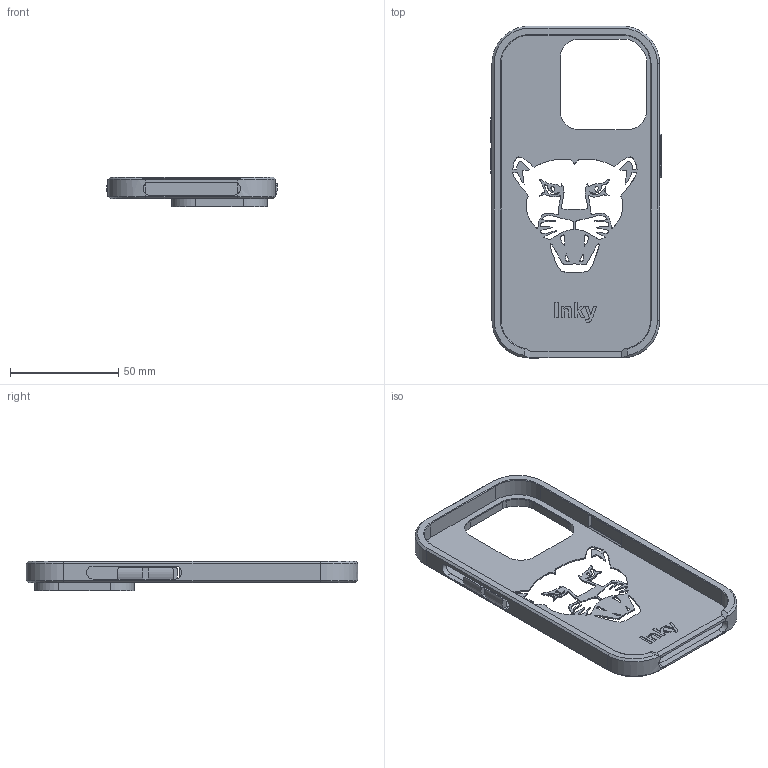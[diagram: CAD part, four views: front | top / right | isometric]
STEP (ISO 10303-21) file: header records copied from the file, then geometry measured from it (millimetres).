
FILE_DESCRIPTION(/* description */ (''),/* implementation_level */ '2;1');
FILE_NAME(/* name */ 'De Anza Merch iPh14 Pro Case v3.step',/* time_stamp */ '2023-05-16T01:54:16-07:00',/* author */ (''),/* organization */ (''),/* preprocessor_version */ 'ST-DEVELOPER v19.2',/* originating_system */ 'Autodesk Translation Framework v12.4.0.73',/* authorisation */ '');
FILE_SCHEMA (('AUTOMOTIVE_DESIGN { 1 0 10303 214 3 1 1 }'));
Length unit declared in the file: millimetre
Products named in the file (3): De Anza Merch iPh14 Pro Case; Phone Case; Camera Edge
Assembly tree (2 placements, depth 2):
  De Anza Merch iPh14 Pro Case
    Phone Case
    Camera Edge
Bounding box: 78.97 x 153.5 x 13.87 mm (x, y, z)
Volume: 16855.8 mm3; surface area: 27936.8 mm2
Topology: 2 solids, 2 shells, 372 faces, 1063 edges, 696 vertices
Faces by surface type: bspline 174, plane 138, cylinder 42, cone 14, torus 4
Entity records: 12867 total; most frequent: CARTESIAN_POINT 4634, ORIENTED_EDGE 2126, DIRECTION 1207, EDGE_CURVE 1063, VERTEX_POINT 696, LINE 589, VECTOR 589, EDGE_LOOP 405
